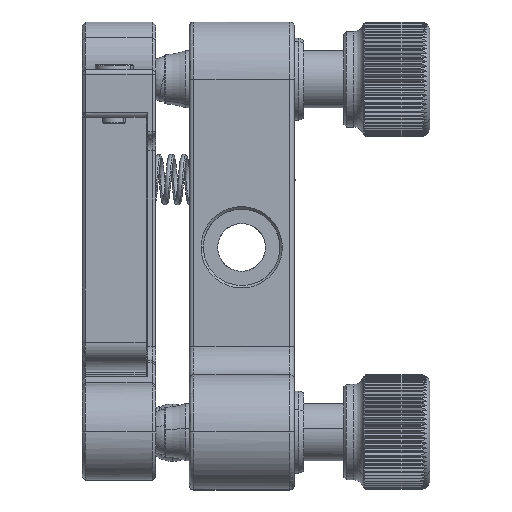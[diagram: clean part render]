
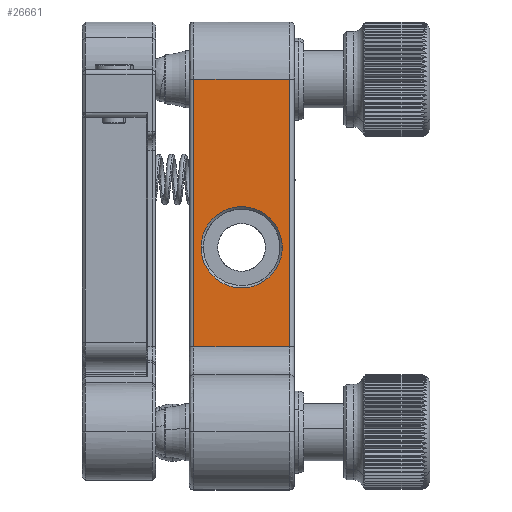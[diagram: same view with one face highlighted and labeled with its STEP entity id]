
A CAD part, top view. The second image highlights one B-rep face of the part: STEP entity #26661.
In plain terms, the highlighted planar face has unit normal (0, 0, 1).
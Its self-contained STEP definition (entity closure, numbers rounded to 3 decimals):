
#343 = B_SPLINE_CURVE_WITH_KNOTS ( 'NONE', 3,
 ( #16267, #39470, #42589, #8940, #22745, #33206, #43023, #19844, #26082, #25867, #5392, #36341, #2708, #42807, #22312, #22529, #29868, #43459 ),
 .UNSPECIFIED., .F., .F.,
 ( 4, 2, 2, 2, 2, 2, 2, 2, 4 ),
 ( 0., 0.125, 0.25, 0.375, 0.5, 0.625, 0.75, 0.875, 1. ),
 .UNSPECIFIED. ) ;
#589 = CARTESIAN_POINT ( 'NONE',  ( -2.612, -2.499, -12.5 ) ) ;
#915 = CARTESIAN_POINT ( 'NONE',  ( -5., -9.5, -12.5 ) ) ;
#1023 = CARTESIAN_POINT ( 'NONE',  ( -3.399, -1.712, -12.5 ) ) ;
#1593 = CARTESIAN_POINT ( 'NONE',  ( -1.667, -9.5, -12.5 ) ) ;
#2598 = VERTEX_POINT ( 'NONE', #915 ) ;
#2708 = CARTESIAN_POINT ( 'NONE',  ( -2.612, 4.299, -12.5 ) ) ;
#3714 = CARTESIAN_POINT ( 'NONE',  ( 3.714, -1.24, -12.5 ) ) ;
#4223 = CARTESIAN_POINT ( 'NONE',  ( 5., 18.5, -12.5 ) ) ;
#4246 = ORIENTED_EDGE ( 'NONE', *, *, #14288, .F. ) ;
#4377 = CARTESIAN_POINT ( 'NONE',  ( -3.714, -1.24, -12.5 ) ) ;
#5392 = CARTESIAN_POINT ( 'NONE',  ( -1.112, 5.039, -12.5 ) ) ;
#5987 = PLANE ( 'NONE',  #13677 ) ;
#6082 = ORIENTED_EDGE ( 'NONE', *, *, #11723, .F. ) ;
#6227 = CARTESIAN_POINT ( 'NONE',  ( -2.14, -2.814, -12.5 ) ) ;
#6632 = VERTEX_POINT ( 'NONE', #7347 ) ;
#7276 = CARTESIAN_POINT ( 'NONE',  ( -4.139, -0.212, -12.5 ) ) ;
#7347 = CARTESIAN_POINT ( 'NONE',  ( 5., 18.5, -12.5 ) ) ;
#8882 = DIRECTION ( 'NONE',  ( 0., 0., -1. ) ) ;
#8940 = CARTESIAN_POINT ( 'NONE',  ( 3.714, 3.04, -12.5 ) ) ;
#8957 = VERTEX_POINT ( 'NONE', #34313 ) ;
#9831 = CARTESIAN_POINT ( 'NONE',  ( 4.25, 0.9, -12.5 ) ) ;
#10458 = CARTESIAN_POINT ( 'NONE',  ( 1.667, 18.5, -12.5 ) ) ;
#10594 = EDGE_LOOP ( 'NONE', ( #24040, #30684, #6082, #10746 ) ) ;
#10746 = ORIENTED_EDGE ( 'NONE', *, *, #34283, .T. ) ;
#11723 = EDGE_CURVE ( 'NONE', #2598, #20609, #18103, .T. ) ;
#13385 = CARTESIAN_POINT ( 'NONE',  ( 5., -9.5, -12.5 ) ) ;
#13677 = AXIS2_PLACEMENT_3D ( 'NONE', #36712, #8882, #42963 ) ;
#14150 = CARTESIAN_POINT ( 'NONE',  ( 2.14, -2.814, -12.5 ) ) ;
#14288 = EDGE_CURVE ( 'NONE', #8957, #23301, #43255, .T. ) ;
#14372 = CARTESIAN_POINT ( 'NONE',  ( 4.25, 0.344, -12.5 ) ) ;
#14583 = CARTESIAN_POINT ( 'NONE',  ( 3.399, -1.712, -12.5 ) ) ;
#16222 = CARTESIAN_POINT ( 'NONE',  ( 5., -9.5, -12.5 ) ) ;
#16267 = CARTESIAN_POINT ( 'NONE',  ( 4.25, 0.9, -12.5 ) ) ;
#17441 = ORIENTED_EDGE ( 'NONE', *, *, #22697, .F. ) ;
#18103 = B_SPLINE_CURVE_WITH_KNOTS ( 'NONE', 3,
 ( #23299, #20179, #36894, #33552 ),
 .UNSPECIFIED., .F., .F.,
 ( 4, 4 ),
 ( 0., 1. ),
 .UNSPECIFIED. ) ;
#19844 = CARTESIAN_POINT ( 'NONE',  ( 1.112, 5.039, -12.5 ) ) ;
#20179 = CARTESIAN_POINT ( 'NONE',  ( -5., -0.167, -12.5 ) ) ;
#20293 = B_SPLINE_CURVE_WITH_KNOTS ( 'NONE', 3,
 ( #27824, #40549, #10458, #4223 ),
 .UNSPECIFIED., .F., .F.,
 ( 4, 4 ),
 ( 0., 1. ),
 .UNSPECIFIED. ) ;
#20609 = VERTEX_POINT ( 'NONE', #25563 ) ;
#22312 = CARTESIAN_POINT ( 'NONE',  ( -3.714, 3.04, -12.5 ) ) ;
#22529 = CARTESIAN_POINT ( 'NONE',  ( -4.139, 2.012, -12.5 ) ) ;
#22697 = EDGE_CURVE ( 'NONE', #23301, #8957, #343, .T. ) ;
#22745 = CARTESIAN_POINT ( 'NONE',  ( 3.399, 3.512, -12.5 ) ) ;
#23157 = CARTESIAN_POINT ( 'NONE',  ( -4.25, 0.344, -12.5 ) ) ;
#23299 = CARTESIAN_POINT ( 'NONE',  ( -5., -9.5, -12.5 ) ) ;
#23301 = VERTEX_POINT ( 'NONE', #9831 ) ;
#23380 = B_SPLINE_CURVE_WITH_KNOTS ( 'NONE', 3,
 ( #40999, #33666, #30320, #13385 ),
 .UNSPECIFIED., .F., .F.,
 ( 4, 4 ),
 ( 0., 1. ),
 .UNSPECIFIED. ) ;
#23467 = B_SPLINE_CURVE_WITH_KNOTS ( 'NONE', 3,
 ( #35652, #1593, #26074, #42800 ),
 .UNSPECIFIED., .F., .F.,
 ( 4, 4 ),
 ( 0., 1. ),
 .UNSPECIFIED. ) ;
#24040 = ORIENTED_EDGE ( 'NONE', *, *, #44068, .F. ) ;
#25563 = CARTESIAN_POINT ( 'NONE',  ( -5., 18.5, -12.5 ) ) ;
#25867 = CARTESIAN_POINT ( 'NONE',  ( -0.556, 5.15, -12.5 ) ) ;
#26074 = CARTESIAN_POINT ( 'NONE',  ( 1.667, -9.5, -12.5 ) ) ;
#26082 = CARTESIAN_POINT ( 'NONE',  ( 0.556, 5.15, -12.5 ) ) ;
#26661 = ADVANCED_FACE ( 'NONE', ( #42750, #43614 ), #5987, .F. ) ;
#27752 = CARTESIAN_POINT ( 'NONE',  ( 4.139, -0.212, -12.5 ) ) ;
#27824 = CARTESIAN_POINT ( 'NONE',  ( -5., 18.5, -12.5 ) ) ;
#27967 = CARTESIAN_POINT ( 'NONE',  ( 1.112, -3.239, -12.5 ) ) ;
#29220 = VERTEX_POINT ( 'NONE', #16222 ) ;
#29605 = EDGE_CURVE ( 'NONE', #20609, #6632, #20293, .T. ) ;
#29868 = CARTESIAN_POINT ( 'NONE',  ( -4.25, 1.456, -12.5 ) ) ;
#30320 = CARTESIAN_POINT ( 'NONE',  ( 5., -0.167, -12.5 ) ) ;
#30684 = ORIENTED_EDGE ( 'NONE', *, *, #29605, .F. ) ;
#33167 = EDGE_LOOP ( 'NONE', ( #17441, #4246 ) ) ;
#33206 = CARTESIAN_POINT ( 'NONE',  ( 2.612, 4.299, -12.5 ) ) ;
#33552 = CARTESIAN_POINT ( 'NONE',  ( -5., 18.5, -12.5 ) ) ;
#33666 = CARTESIAN_POINT ( 'NONE',  ( 5., 9.167, -12.5 ) ) ;
#34219 = CARTESIAN_POINT ( 'NONE',  ( -0.556, -3.35, -12.5 ) ) ;
#34283 = EDGE_CURVE ( 'NONE', #2598, #29220, #23467, .T. ) ;
#34313 = CARTESIAN_POINT ( 'NONE',  ( -4.25, 0.9, -12.5 ) ) ;
#34444 = CARTESIAN_POINT ( 'NONE',  ( -4.25, 0.9, -12.5 ) ) ;
#35652 = CARTESIAN_POINT ( 'NONE',  ( -5., -9.5, -12.5 ) ) ;
#36341 = CARTESIAN_POINT ( 'NONE',  ( -2.14, 4.614, -12.5 ) ) ;
#36712 = CARTESIAN_POINT ( 'NONE',  ( -5.5, 24.5, -12.5 ) ) ;
#36894 = CARTESIAN_POINT ( 'NONE',  ( -5., 9.167, -12.5 ) ) ;
#37789 = CARTESIAN_POINT ( 'NONE',  ( 2.612, -2.499, -12.5 ) ) ;
#38006 = CARTESIAN_POINT ( 'NONE',  ( -1.112, -3.239, -12.5 ) ) ;
#39470 = CARTESIAN_POINT ( 'NONE',  ( 4.25, 1.456, -12.5 ) ) ;
#40549 = CARTESIAN_POINT ( 'NONE',  ( -1.667, 18.5, -12.5 ) ) ;
#40999 = CARTESIAN_POINT ( 'NONE',  ( 5., 18.5, -12.5 ) ) ;
#41341 = CARTESIAN_POINT ( 'NONE',  ( 0.556, -3.35, -12.5 ) ) ;
#41565 = CARTESIAN_POINT ( 'NONE',  ( 4.25, 0.9, -12.5 ) ) ;
#42589 = CARTESIAN_POINT ( 'NONE',  ( 4.139, 2.012, -12.5 ) ) ;
#42750 = FACE_OUTER_BOUND ( 'NONE', #10594, .T. ) ;
#42800 = CARTESIAN_POINT ( 'NONE',  ( 5., -9.5, -12.5 ) ) ;
#42807 = CARTESIAN_POINT ( 'NONE',  ( -3.399, 3.512, -12.5 ) ) ;
#42963 = DIRECTION ( 'NONE',  ( -1., 0., 0. ) ) ;
#43023 = CARTESIAN_POINT ( 'NONE',  ( 2.14, 4.614, -12.5 ) ) ;
#43255 = B_SPLINE_CURVE_WITH_KNOTS ( 'NONE', 3,
 ( #34444, #23157, #7276, #4377, #1023, #589, #6227, #38006, #34219, #41341, #27967, #14150, #37789, #14583, #3714, #27752, #14372, #41565 ),
 .UNSPECIFIED., .F., .F.,
 ( 4, 2, 2, 2, 2, 2, 2, 2, 4 ),
 ( 0., 0.125, 0.25, 0.375, 0.5, 0.625, 0.75, 0.875, 1. ),
 .UNSPECIFIED. ) ;
#43459 = CARTESIAN_POINT ( 'NONE',  ( -4.25, 0.9, -12.5 ) ) ;
#43614 = FACE_BOUND ( 'NONE', #33167, .T. ) ;
#44068 = EDGE_CURVE ( 'NONE', #6632, #29220, #23380, .T. ) ;
